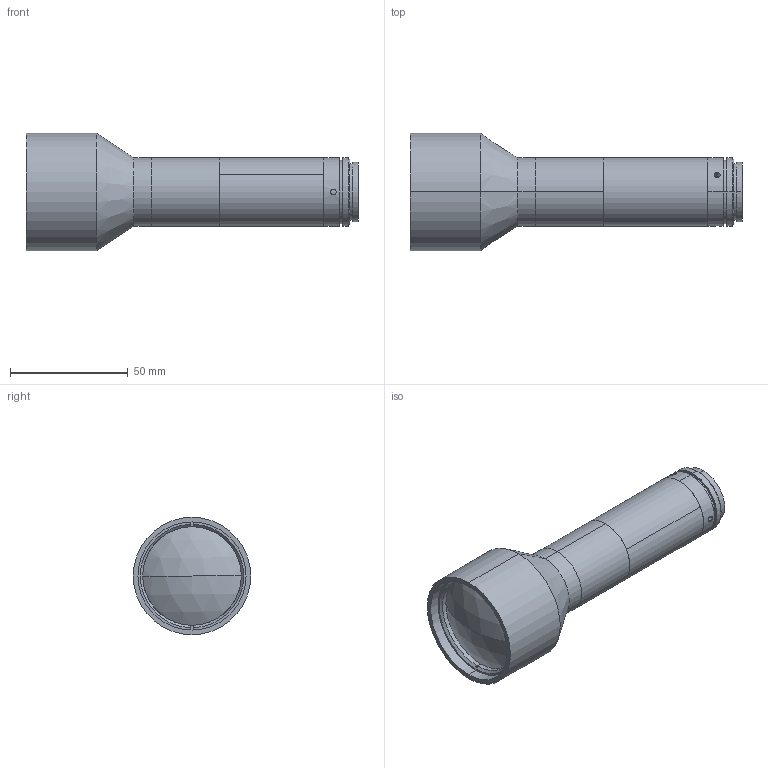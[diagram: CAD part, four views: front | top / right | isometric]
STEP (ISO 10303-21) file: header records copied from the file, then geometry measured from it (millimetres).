
FILE_DESCRIPTION (( 'STEP AP203' ), '1' );
FILE_NAME ('XF-5MDT08X110-1.1C.STEP', '2020-07-10T03:11:04', ( 'zhanghp' ), ( '' ), 'SwSTEP 2.0', 'SolidWorks 2014', '' );
FILE_SCHEMA (( 'CONFIG_CONTROL_DESIGN' ));
Length unit declared in the file: millimetre
Products named in the file (1): XF-5MDT08X110-1.1C
Bounding box: 141.25 x 50 x 50 mm (x, y, z)
Surface area: 23574.9 mm2 (no closed solid volume)
Topology: 0 solids, 8 shells, 62 faces, 150 edges, 101 vertices
Faces by surface type: cylinder 34, plane 20, cone 6, sphere 2
Entity records: 2120 total; most frequent: CARTESIAN_POINT 554, DIRECTION 344, ORIENTED_EDGE 258, EDGE_CURVE 150, AXIS2_PLACEMENT_3D 147, VERTEX_POINT 101, CIRCLE 84, EDGE_LOOP 77
